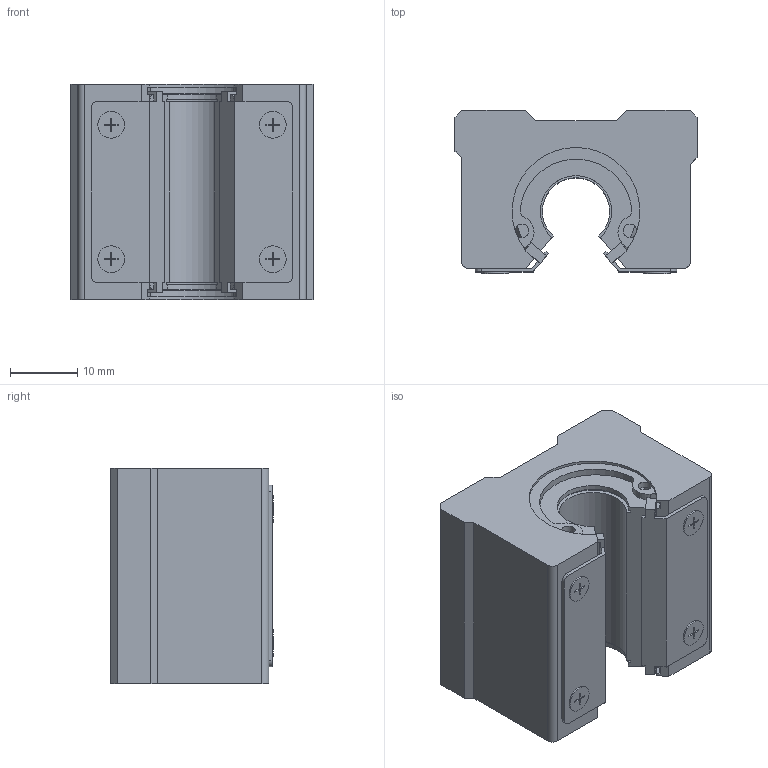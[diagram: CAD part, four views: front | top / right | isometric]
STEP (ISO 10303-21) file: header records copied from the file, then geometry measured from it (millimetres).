
FILE_DESCRIPTION(/* description */ ('STEP AP203'),/* implementation_level */ '2;1');
FILE_NAME(/* name */ 'SBR10UU',/* time_stamp */ '2022-08-20T03:49:57+02:00',/* author */ ('License CC BY-ND 4.0'),/* organization */ ('CADENAS'),/* preprocessor_version */ 'ST-DEVELOPER v18.102',/* originating_system */ 'PARTsolutions',/* authorisation */ ' ');
FILE_SCHEMA (('CONFIG_CONTROL_DESIGN'));
Length unit declared in the file: millimetre
Products named in the file (5): SBR10UU; SBR10UU1; LM10-OP; Retaining ring GB 893.1-86 19; SBR10UUdummy
Assembly tree (6 placements, depth 2):
  SBR10UU
    SBR10UU1  x2
    LM10-OP
    Retaining ring GB 893.1-86 19  x2
    SBR10UUdummy
Bounding box: 36 x 24.2 x 32 mm (x, y, z)
Volume: 20688.9 mm3; surface area: 11171.7 mm2
Topology: 6 solids, 6 shells, 194 faces, 510 edges, 340 vertices
Faces by surface type: plane 143, cylinder 45, cone 6
Full cylindrical faces by diameter (mm): 2 x4, 4 x4, 4.134 x4
Entity records: 4057 total; most frequent: CARTESIAN_POINT 699, DIRECTION 668, ORIENTED_EDGE 652, EDGE_CURVE 326, LINE 250, VECTOR 250, VERTEX_POINT 224, AXIS2_PLACEMENT_3D 209
